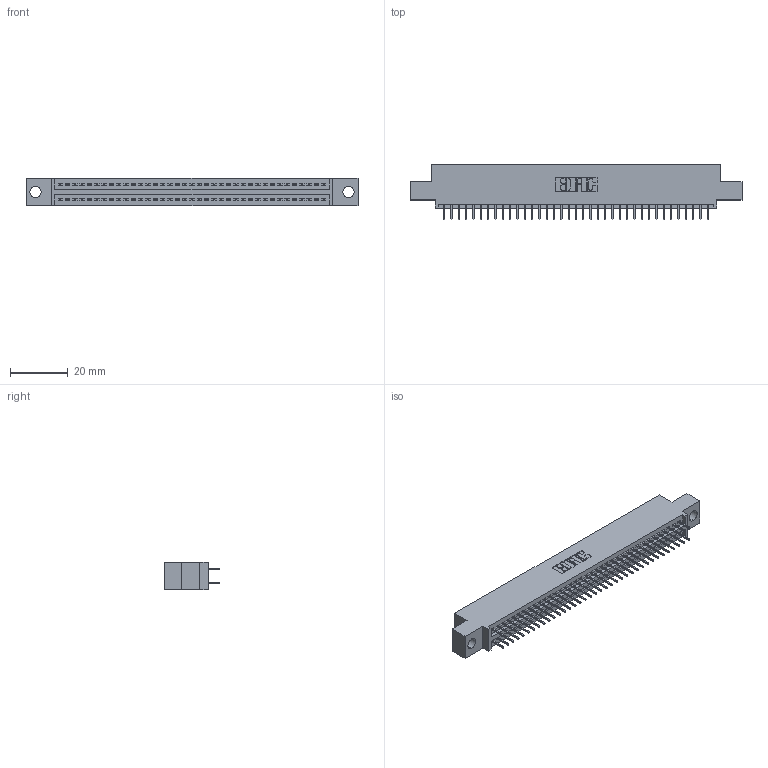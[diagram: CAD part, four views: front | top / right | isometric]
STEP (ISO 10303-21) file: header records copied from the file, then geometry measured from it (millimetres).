
FILE_DESCRIPTION (( 'STEP AP203' ), '1' );
FILE_NAME ('345-074-524-504.STEP', '2021-05-20T09:25:49', ( '' ), ( '' ), 'SwSTEP 2.0', 'SolidWorks 2020', '' );
FILE_SCHEMA (( 'CONFIG_CONTROL_DESIGN' ));
Length unit declared in the file: inch
Products named in the file (3): 345-292-001_345-293-124; 345 Part_0.110 Offset - 0.156 Dia-TI; 345-074-524-504
Assembly tree (75 placements, depth 2):
  345-074-524-504
    345 Part_0.110 Offset - 0.156 Dia-TI
    345-292-001_345-293-124  x74
Bounding box: 115.19 x 19.35 x 9.4 mm (x, y, z)
Volume: 10851.9 mm3; surface area: 15592.8 mm2
Topology: 75 solids, 75 shells, 4140 faces, 11711 edges, 7510 vertices
Faces by surface type: plane 2984, cylinder 1156
Entity records: 30329 total; most frequent: CARTESIAN_POINT 5094, ORIENTED_EDGE 5026, DIRECTION 4497, EDGE_CURVE 2513, VECTOR 2237, LINE 2237, VERTEX_POINT 1670, AXIS2_PLACEMENT_3D 1130
